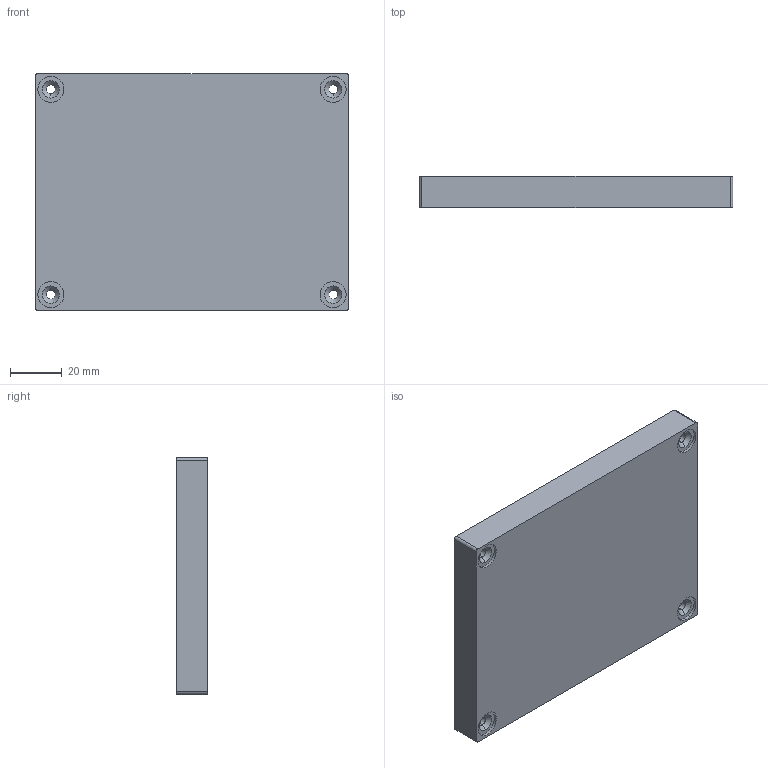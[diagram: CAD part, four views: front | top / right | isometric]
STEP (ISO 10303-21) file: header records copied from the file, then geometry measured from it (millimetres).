
FILE_DESCRIPTION (( 'STEP AP214' ), '1' );
FILE_NAME ('case_bottom.STEP', '2024-10-19T07:21:20', ( '' ), ( '' ), 'SwSTEP 2.0', 'SolidWorks 2023', '' );
FILE_SCHEMA (( 'AUTOMOTIVE_DESIGN' ));
Length unit declared in the file: millimetre
Products named in the file (1): case_bottom
Bounding box: 121 x 12 x 91.25 mm (x, y, z)
Volume: 53417.5 mm3; surface area: 31030.7 mm2
Topology: 1 solids, 1 shells, 76 faces, 202 edges, 132 vertices
Faces by surface type: cylinder 46, plane 22, cone 8
Entity records: 2441 total; most frequent: DIRECTION 456, CARTESIAN_POINT 411, ORIENTED_EDGE 404, EDGE_CURVE 202, AXIS2_PLACEMENT_3D 177, VERTEX_POINT 132, VECTOR 102, LINE 102
